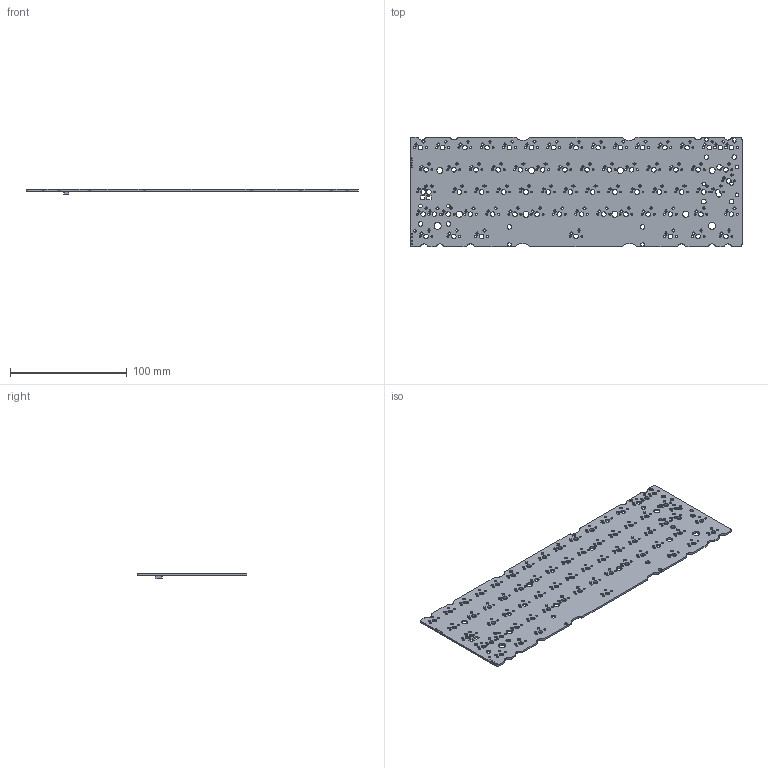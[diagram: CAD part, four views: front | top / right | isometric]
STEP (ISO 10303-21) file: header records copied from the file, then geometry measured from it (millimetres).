
FILE_DESCRIPTION(('KiCad electronic assembly'),'2;1');
FILE_NAME('Sebas_nuxros.step','2024-06-06T17:10:53',('Pcbnew'),('Kicad') ,'Open CASCADE STEP processor 7.8','KiCad to STEP converter','Unknown' );
FILE_SCHEMA(('AUTOMOTIVE_DESIGN { 1 0 10303 214 1 1 1 1 }'));
Length unit declared in the file: millimetre
Products named in the file (4): Sebas_nuxros 1; SM04B-SRSS-TB; SM04B-SRSS; Sebas_nuxros_PCB
Assembly tree (3 placements, depth 3):
  Sebas_nuxros 1
    SM04B-SRSS-TB
      SM04B-SRSS
    Sebas_nuxros_PCB
Bounding box: 284.7 x 94.2 x 4.55 mm (x, y, z)
Volume: 38088 mm3; surface area: 55600.3 mm2
Topology: 2 solids, 2 shells, 1555 faces, 4636 edges, 3090 vertices
Faces by surface type: cylinder 934, plane 621
Full cylindrical faces by diameter (mm): 0.3 x541, 0.75 x5, 1 x4, 1.7 x258, 2.2 x1, 3.048 x7, 3.05 x2, 3.988 x8, 4 x66, 5.2 x6, 5.3 x2, 6.1 x2
Entity records: 57317 total; most frequent: DIRECTION 9622, CARTESIAN_POINT 9285, ORIENTED_EDGE 9272, EDGE_CURVE 4636, AXIS2_PLACEMENT_3D 3427, FACE_BOUND 3384, EDGE_LOOP 3384, VERTEX_POINT 3090
